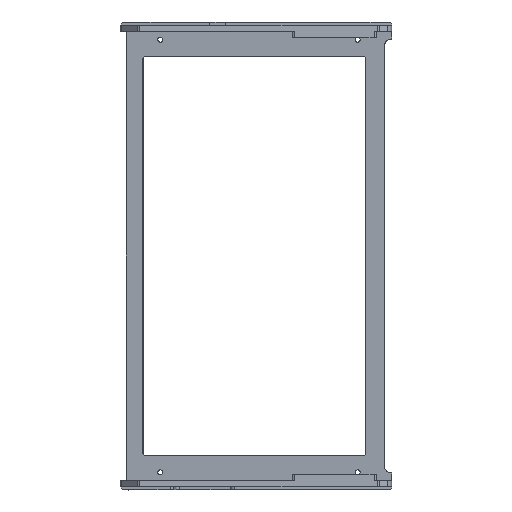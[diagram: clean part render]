
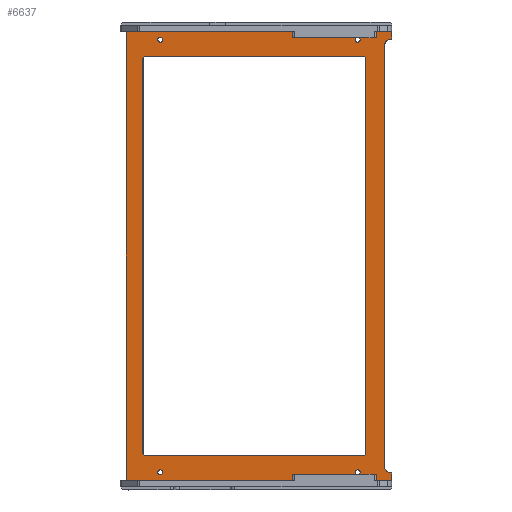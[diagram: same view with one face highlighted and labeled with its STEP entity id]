
A CAD part, front view. The second image highlights one B-rep face of the part: STEP entity #6637.
In plain terms, the highlighted face is planar.
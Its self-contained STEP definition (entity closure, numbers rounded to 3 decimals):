
#11=ELLIPSE('',#7348,4.438,3.4);
#12=ELLIPSE('',#7349,4.438,3.4);
#180=FACE_BOUND('',#1128,.T.);
#181=FACE_BOUND('',#1129,.T.);
#182=FACE_BOUND('',#1130,.T.);
#183=FACE_BOUND('',#1131,.T.);
#184=FACE_BOUND('',#1132,.T.);
#346=PLANE('',#7347);
#698=FACE_OUTER_BOUND('',#1127,.T.);
#1127=EDGE_LOOP('',(#5967,#5968,#5969,#5970,#5971,#5972,#5973,#5974));
#1128=EDGE_LOOP('',(#5975));
#1129=EDGE_LOOP('',(#5976));
#1130=EDGE_LOOP('',(#5977));
#1131=EDGE_LOOP('',(#5978));
#1132=EDGE_LOOP('',(#5979,#5980,#5981,#5982,#5983,#5984,#5985,#5986,#5987,
#5988));
#1731=LINE('',#11193,#2352);
#1732=LINE('',#11197,#2353);
#1733=LINE('',#11199,#2354);
#1734=LINE('',#11201,#2355);
#1735=LINE('',#11203,#2356);
#1736=LINE('',#11205,#2357);
#1737=LINE('',#11217,#2358);
#1738=LINE('',#11221,#2359);
#1739=LINE('',#11225,#2360);
#1740=LINE('',#11227,#2361);
#1741=LINE('',#11229,#2362);
#1742=LINE('',#11233,#2363);
#2352=VECTOR('',#9249,10.);
#2353=VECTOR('',#9252,10.);
#2354=VECTOR('',#9253,10.);
#2355=VECTOR('',#9254,10.);
#2356=VECTOR('',#9255,10.);
#2357=VECTOR('',#9256,10.);
#2358=VECTOR('',#9267,10.);
#2359=VECTOR('',#9270,10.);
#2360=VECTOR('',#9273,10.);
#2361=VECTOR('',#9274,10.);
#2362=VECTOR('',#9275,10.);
#2363=VECTOR('',#9278,10.);
#2710=CIRCLE('',#7350,1.6);
#2711=CIRCLE('',#7351,1.6);
#2712=CIRCLE('',#7352,1.6);
#2713=CIRCLE('',#7353,1.6);
#2714=CIRCLE('',#7354,2.);
#2715=CIRCLE('',#7355,2.);
#2716=CIRCLE('',#7356,2.);
#2717=CIRCLE('',#7357,2.);
#3269=VERTEX_POINT('',#11191);
#3270=VERTEX_POINT('',#11192);
#3271=VERTEX_POINT('',#11194);
#3272=VERTEX_POINT('',#11196);
#3273=VERTEX_POINT('',#11198);
#3274=VERTEX_POINT('',#11200);
#3275=VERTEX_POINT('',#11202);
#3276=VERTEX_POINT('',#11204);
#3277=VERTEX_POINT('',#11207);
#3278=VERTEX_POINT('',#11209);
#3279=VERTEX_POINT('',#11211);
#3280=VERTEX_POINT('',#11213);
#3281=VERTEX_POINT('',#11215);
#3282=VERTEX_POINT('',#11216);
#3283=VERTEX_POINT('',#11218);
#3284=VERTEX_POINT('',#11220);
#3285=VERTEX_POINT('',#11222);
#3286=VERTEX_POINT('',#11224);
#3287=VERTEX_POINT('',#11226);
#3288=VERTEX_POINT('',#11228);
#3289=VERTEX_POINT('',#11230);
#3290=VERTEX_POINT('',#11232);
#4178=EDGE_CURVE('',#3269,#3270,#1731,.T.);
#4179=EDGE_CURVE('',#3270,#3271,#11,.T.);
#4180=EDGE_CURVE('',#3271,#3272,#1732,.T.);
#4181=EDGE_CURVE('',#3273,#3272,#1733,.T.);
#4182=EDGE_CURVE('',#3273,#3274,#1734,.T.);
#4183=EDGE_CURVE('',#3274,#3275,#1735,.T.);
#4184=EDGE_CURVE('',#3275,#3276,#1736,.T.);
#4185=EDGE_CURVE('',#3276,#3269,#12,.T.);
#4186=EDGE_CURVE('',#3277,#3277,#2710,.T.);
#4187=EDGE_CURVE('',#3278,#3278,#2711,.T.);
#4188=EDGE_CURVE('',#3279,#3279,#2712,.T.);
#4189=EDGE_CURVE('',#3280,#3280,#2713,.T.);
#4190=EDGE_CURVE('',#3281,#3282,#1737,.F.);
#4191=EDGE_CURVE('',#3283,#3282,#2714,.T.);
#4192=EDGE_CURVE('',#3283,#3284,#1738,.F.);
#4193=EDGE_CURVE('',#3285,#3284,#2715,.T.);
#4194=EDGE_CURVE('',#3285,#3286,#1739,.F.);
#4195=EDGE_CURVE('',#3287,#3286,#1740,.T.);
#4196=EDGE_CURVE('',#3287,#3288,#1741,.F.);
#4197=EDGE_CURVE('',#3289,#3288,#2716,.T.);
#4198=EDGE_CURVE('',#3289,#3290,#1742,.F.);
#4199=EDGE_CURVE('',#3281,#3290,#2717,.T.);
#5967=ORIENTED_EDGE('',*,*,#4178,.T.);
#5968=ORIENTED_EDGE('',*,*,#4179,.T.);
#5969=ORIENTED_EDGE('',*,*,#4180,.T.);
#5970=ORIENTED_EDGE('',*,*,#4181,.F.);
#5971=ORIENTED_EDGE('',*,*,#4182,.T.);
#5972=ORIENTED_EDGE('',*,*,#4183,.T.);
#5973=ORIENTED_EDGE('',*,*,#4184,.T.);
#5974=ORIENTED_EDGE('',*,*,#4185,.T.);
#5975=ORIENTED_EDGE('',*,*,#4186,.F.);
#5976=ORIENTED_EDGE('',*,*,#4187,.F.);
#5977=ORIENTED_EDGE('',*,*,#4188,.T.);
#5978=ORIENTED_EDGE('',*,*,#4189,.T.);
#5979=ORIENTED_EDGE('',*,*,#4190,.T.);
#5980=ORIENTED_EDGE('',*,*,#4191,.F.);
#5981=ORIENTED_EDGE('',*,*,#4192,.T.);
#5982=ORIENTED_EDGE('',*,*,#4193,.F.);
#5983=ORIENTED_EDGE('',*,*,#4194,.T.);
#5984=ORIENTED_EDGE('',*,*,#4195,.F.);
#5985=ORIENTED_EDGE('',*,*,#4196,.T.);
#5986=ORIENTED_EDGE('',*,*,#4197,.F.);
#5987=ORIENTED_EDGE('',*,*,#4198,.T.);
#5988=ORIENTED_EDGE('',*,*,#4199,.F.);
#6637=ADVANCED_FACE('',(#698,#180,#181,#182,#183,#184),#346,.T.);
#7347=AXIS2_PLACEMENT_3D('',#11190,#9247,#9248);
#7348=AXIS2_PLACEMENT_3D('',#11195,#9250,#9251);
#7349=AXIS2_PLACEMENT_3D('',#11206,#9257,#9258);
#7350=AXIS2_PLACEMENT_3D('',#11208,#9259,#9260);
#7351=AXIS2_PLACEMENT_3D('',#11210,#9261,#9262);
#7352=AXIS2_PLACEMENT_3D('',#11212,#9263,#9264);
#7353=AXIS2_PLACEMENT_3D('',#11214,#9265,#9266);
#7354=AXIS2_PLACEMENT_3D('',#11219,#9268,#9269);
#7355=AXIS2_PLACEMENT_3D('',#11223,#9271,#9272);
#7356=AXIS2_PLACEMENT_3D('',#11231,#9276,#9277);
#7357=AXIS2_PLACEMENT_3D('',#11234,#9279,#9280);
#9247=DIRECTION('center_axis',(0.,-1.,0.));
#9248=DIRECTION('ref_axis',(0.,0.,-1.));
#9249=DIRECTION('',(0.,0.,-1.));
#9250=DIRECTION('center_axis',(0.,1.,0.));
#9251=DIRECTION('ref_axis',(1.,0.,0.));
#9252=DIRECTION('',(0.,0.,-1.));
#9253=DIRECTION('',(-1.,0.,0.));
#9254=DIRECTION('',(0.,0.,1.));
#9255=DIRECTION('',(-1.,0.,0.));
#9256=DIRECTION('',(0.,0.,-1.));
#9257=DIRECTION('center_axis',(0.,1.,0.));
#9258=DIRECTION('ref_axis',(1.,0.,0.));
#9259=DIRECTION('center_axis',(0.,-1.,0.));
#9260=DIRECTION('ref_axis',(1.,0.,0.));
#9261=DIRECTION('center_axis',(0.,-1.,0.));
#9262=DIRECTION('ref_axis',(1.,0.,0.));
#9263=DIRECTION('center_axis',(0.,1.,0.));
#9264=DIRECTION('ref_axis',(1.,0.,0.));
#9265=DIRECTION('center_axis',(0.,1.,0.));
#9266=DIRECTION('ref_axis',(1.,0.,0.));
#9267=DIRECTION('',(0.,0.,-1.));
#9268=DIRECTION('center_axis',(0.,-1.,0.));
#9269=DIRECTION('ref_axis',(-0.707,0.,0.707));
#9270=DIRECTION('',(-1.,0.,0.));
#9271=DIRECTION('center_axis',(0.,-1.,0.));
#9272=DIRECTION('ref_axis',(0.707,0.,0.707));
#9273=DIRECTION('',(0.,0.,1.));
#9274=DIRECTION('',(0.,0.,1.));
#9275=DIRECTION('',(0.,0.,1.));
#9276=DIRECTION('center_axis',(0.,-1.,0.));
#9277=DIRECTION('ref_axis',(0.707,0.,-0.707));
#9278=DIRECTION('',(1.,0.,0.));
#9279=DIRECTION('center_axis',(0.,-1.,0.));
#9280=DIRECTION('ref_axis',(-0.707,0.,-0.707));
#11190=CARTESIAN_POINT('Origin',(-60.,-3.,0.));
#11191=CARTESIAN_POINT('',(-165.279,-3.,136.4));
#11192=CARTESIAN_POINT('',(-165.279,-3.,-136.4));
#11193=CARTESIAN_POINT('',(-165.279,-3.,68.2));
#11194=CARTESIAN_POINT('',(-169.62,-3.,-139.799));
#11195=CARTESIAN_POINT('Origin',(-169.718,-3.,-136.4));
#11196=CARTESIAN_POINT('',(-169.62,-3.,-144.616));
#11197=CARTESIAN_POINT('',(-169.62,-3.,-141.45));
#11198=CARTESIAN_POINT('',(2.302,-3.,-144.616));
#11199=CARTESIAN_POINT('',(-40.605,-3.,-144.616));
#11200=CARTESIAN_POINT('',(2.302,-3.,144.584));
#11201=CARTESIAN_POINT('',(2.302,-3.,144.6));
#11202=CARTESIAN_POINT('',(-169.62,-3.,144.584));
#11203=CARTESIAN_POINT('',(-71.805,-3.,144.584));
#11204=CARTESIAN_POINT('',(-169.62,-3.,139.799));
#11205=CARTESIAN_POINT('',(-169.62,-3.,-141.45));
#11206=CARTESIAN_POINT('Origin',(-169.718,-3.,136.4));
#11207=CARTESIAN_POINT('',(-149.209,-3.,-139.4));
#11208=CARTESIAN_POINT('Origin',(-147.609,-3.,-139.4));
#11209=CARTESIAN_POINT('',(-21.298,-3.,-139.4));
#11210=CARTESIAN_POINT('Origin',(-19.698,-3.,-139.4));
#11211=CARTESIAN_POINT('',(-149.209,-3.,139.4));
#11212=CARTESIAN_POINT('Origin',(-147.609,-3.,139.4));
#11213=CARTESIAN_POINT('',(-21.298,-3.,139.4));
#11214=CARTESIAN_POINT('Origin',(-19.698,-3.,139.4));
#11215=CARTESIAN_POINT('',(-152.9,-3.,-126.8));
#11216=CARTESIAN_POINT('',(-152.9,-3.,126.8));
#11217=CARTESIAN_POINT('',(-152.9,-3.,-58.9));
#11218=CARTESIAN_POINT('',(-150.9,-3.,128.8));
#11219=CARTESIAN_POINT('Origin',(-150.9,-3.,126.8));
#11220=CARTESIAN_POINT('',(-10.5,-3.,128.8));
#11221=CARTESIAN_POINT('',(-86.075,-3.,128.8));
#11222=CARTESIAN_POINT('',(-8.5,-3.,126.8));
#11223=CARTESIAN_POINT('Origin',(-10.5,-3.,126.8));
#11224=CARTESIAN_POINT('',(-8.5,-3.,0.05));
#11225=CARTESIAN_POINT('',(-8.5,-3.,60.));
#11226=CARTESIAN_POINT('',(-8.5,-3.,-0.05));
#11227=CARTESIAN_POINT('',(-8.5,-3.,-0.05));
#11228=CARTESIAN_POINT('',(-8.5,-3.,-126.8));
#11229=CARTESIAN_POINT('',(-8.5,-3.,59.));
#11230=CARTESIAN_POINT('',(-10.5,-3.,-128.8));
#11231=CARTESIAN_POINT('Origin',(-10.5,-3.,-126.8));
#11232=CARTESIAN_POINT('',(-150.9,-3.,-128.8));
#11233=CARTESIAN_POINT('',(-32.62,-3.,-128.8));
#11234=CARTESIAN_POINT('Origin',(-150.9,-3.,-126.8));
